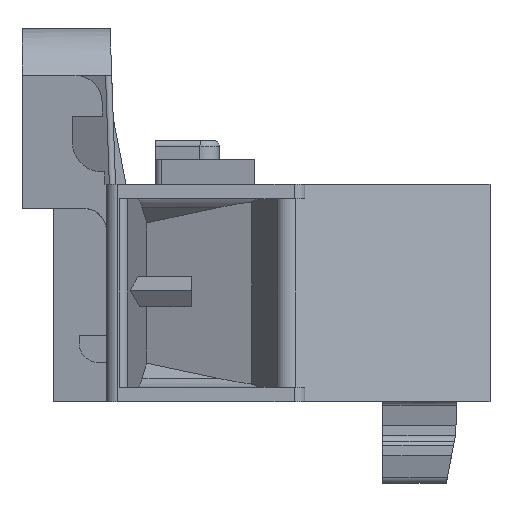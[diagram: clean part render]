
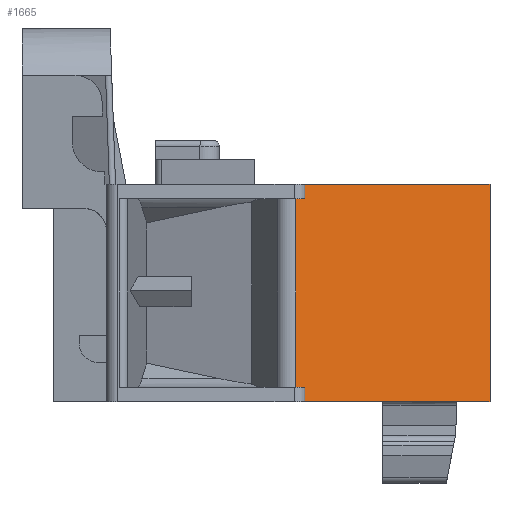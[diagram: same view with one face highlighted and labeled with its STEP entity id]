
A CAD part, left-side view. The second image highlights one B-rep face of the part: STEP entity #1665.
In plain terms, the highlighted planar face has unit normal (-0.866, -0.5, 0).
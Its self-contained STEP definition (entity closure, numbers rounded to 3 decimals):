
#1665=ADVANCED_FACE('',(#2872),#2403,.T.);
#2403=PLANE('',#15717);
#2872=FACE_OUTER_BOUND('',#3680,.T.);
#3680=EDGE_LOOP('',(#5751,#5752,#5753,#5754,#5755,#5756,#5757,#5758));
#5751=ORIENTED_EDGE('',*,*,#11091,.T.);
#5752=ORIENTED_EDGE('',*,*,#10959,.F.);
#5753=ORIENTED_EDGE('',*,*,#10674,.F.);
#5754=ORIENTED_EDGE('',*,*,#10719,.T.);
#5755=ORIENTED_EDGE('',*,*,#11092,.T.);
#5756=ORIENTED_EDGE('',*,*,#11079,.F.);
#5757=ORIENTED_EDGE('',*,*,#11090,.F.);
#5758=ORIENTED_EDGE('',*,*,#11086,.T.);
#9199=VERTEX_POINT('',#21464);
#9200=VERTEX_POINT('',#21465);
#9243=VERTEX_POINT('',#21553);
#9392=VERTEX_POINT('',#22028);
#9474=VERTEX_POINT('',#22266);
#9475=VERTEX_POINT('',#22268);
#9478=VERTEX_POINT('',#22280);
#9479=VERTEX_POINT('',#22282);
#10674=EDGE_CURVE('',#9199,#9200,#12531,.T.);
#10719=EDGE_CURVE('',#9199,#9243,#12573,.T.);
#10959=EDGE_CURVE('',#9200,#9392,#12772,.T.);
#11079=EDGE_CURVE('',#9474,#9475,#12871,.T.);
#11086=EDGE_CURVE('',#9479,#9478,#12876,.T.);
#11090=EDGE_CURVE('',#9479,#9474,#12878,.T.);
#11091=EDGE_CURVE('',#9478,#9392,#12879,.T.);
#11092=EDGE_CURVE('',#9243,#9475,#12880,.T.);
#12531=LINE('',#21463,#13989);
#12573=LINE('',#21554,#14031);
#12772=LINE('',#22027,#14230);
#12871=LINE('',#22267,#14329);
#12876=LINE('',#22281,#14334);
#12878=LINE('',#22288,#14336);
#12879=LINE('',#22290,#14337);
#12880=LINE('',#22291,#14338);
#13989=VECTOR('',#16616,1.);
#14031=VECTOR('',#16666,1.);
#14230=VECTOR('',#17117,1.);
#14329=VECTOR('',#17332,1.);
#14334=VECTOR('',#17347,1.);
#14336=VECTOR('',#17357,1.);
#14337=VECTOR('',#17360,1.);
#14338=VECTOR('',#17361,1.);
#15717=AXIS2_PLACEMENT_3D('',#22292,#17362,#17363);
#16616=DIRECTION('',(0.,0.,-1.));
#16666=DIRECTION('',(-0.5,0.866,0.));
#17117=DIRECTION('',(-0.5,0.866,0.));
#17332=DIRECTION('',(0.5,-0.866,0.));
#17347=DIRECTION('',(0.5,-0.866,0.));
#17357=DIRECTION('',(0.,0.,1.));
#17360=DIRECTION('',(0.,0.,-1.));
#17361=DIRECTION('',(0.,0.,-1.));
#17362=DIRECTION('',(-0.866,-0.5,0.));
#17363=DIRECTION('',(0.5,-0.866,0.));
#21463=CARTESIAN_POINT('',(-40.953,6.655,0.));
#21464=CARTESIAN_POINT('',(-40.953,6.655,0.));
#21465=CARTESIAN_POINT('',(-40.953,6.655,-8.));
#21553=CARTESIAN_POINT('',(-44.879,13.455,0.));
#21554=CARTESIAN_POINT('',(-40.953,6.655,0.));
#22027=CARTESIAN_POINT('',(-40.953,6.655,-8.));
#22028=CARTESIAN_POINT('',(-44.879,13.455,-8.));
#22266=CARTESIAN_POINT('',(-45.076,13.795,-0.53));
#22267=CARTESIAN_POINT('',(-45.076,13.795,-0.53));
#22268=CARTESIAN_POINT('',(-44.879,13.455,-0.53));
#22280=CARTESIAN_POINT('',(-44.879,13.455,-7.47));
#22281=CARTESIAN_POINT('',(-45.076,13.795,-7.47));
#22282=CARTESIAN_POINT('',(-45.076,13.795,-7.47));
#22288=CARTESIAN_POINT('',(-45.076,13.795,-7.47));
#22290=CARTESIAN_POINT('',(-44.879,13.455,-7.47));
#22291=CARTESIAN_POINT('',(-44.879,13.455,0.));
#22292=CARTESIAN_POINT('',(-40.953,6.655,0.));
